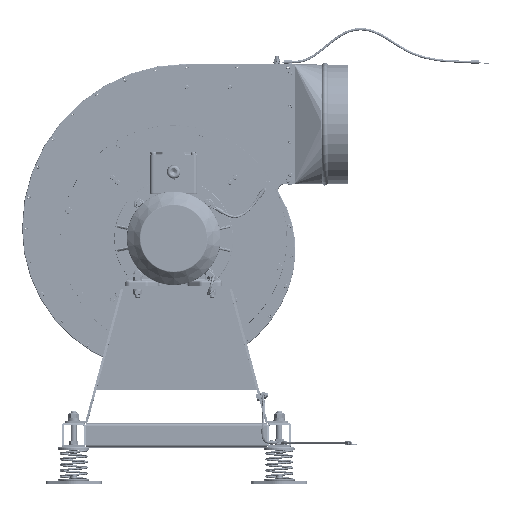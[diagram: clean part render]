
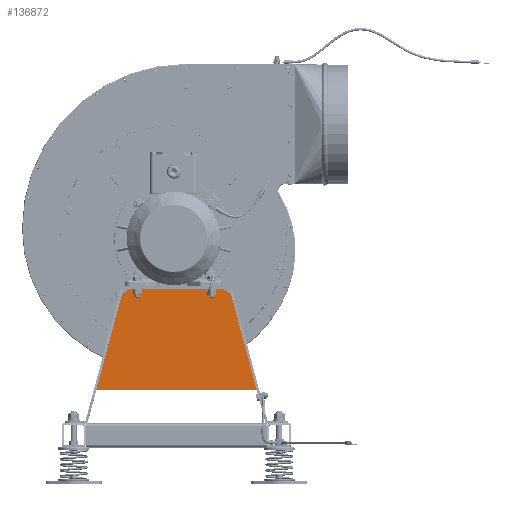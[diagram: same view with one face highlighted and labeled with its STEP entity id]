
A CAD part, top view. The second image highlights one B-rep face of the part: STEP entity #136872.
In plain terms, the highlighted planar face has unit normal (0, 0, 1).
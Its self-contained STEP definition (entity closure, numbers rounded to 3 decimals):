
#4715=PLANE('',#147766);
#13707=FACE_OUTER_BOUND('',#21830,.T.);
#21830=EDGE_LOOP('',(#99378,#99379,#99380,#99381,#99382,#99383,#99384,#99385,
#99386,#99387,#99388,#99389));
#31121=LINE('',#210863,#41309);
#31125=LINE('',#210872,#41313);
#31131=LINE('',#210884,#41319);
#31133=LINE('',#210890,#41321);
#31138=LINE('',#210901,#41326);
#31140=LINE('',#210905,#41328);
#31141=LINE('',#210907,#41329);
#31142=LINE('',#210908,#41330);
#31143=LINE('',#210909,#41331);
#31144=LINE('',#210910,#41332);
#31145=LINE('',#210911,#41333);
#31146=LINE('',#210912,#41334);
#41309=VECTOR('',#169721,10.);
#41313=VECTOR('',#169727,10.);
#41319=VECTOR('',#169735,10.);
#41321=VECTOR('',#169739,10.);
#41326=VECTOR('',#169746,10.);
#41328=VECTOR('',#169750,10.);
#41329=VECTOR('',#169751,10.);
#41330=VECTOR('',#169752,10.);
#41331=VECTOR('',#169753,10.);
#41332=VECTOR('',#169754,10.);
#41333=VECTOR('',#169755,10.);
#41334=VECTOR('',#169756,10.);
#58374=VERTEX_POINT('',#210860);
#58375=VERTEX_POINT('',#210862);
#58378=VERTEX_POINT('',#210869);
#58379=VERTEX_POINT('',#210871);
#58382=VERTEX_POINT('',#210878);
#58384=VERTEX_POINT('',#210882);
#58385=VERTEX_POINT('',#210886);
#58387=VERTEX_POINT('',#210889);
#58391=VERTEX_POINT('',#210898);
#58392=VERTEX_POINT('',#210900);
#58393=VERTEX_POINT('',#210904);
#58394=VERTEX_POINT('',#210906);
#73492=EDGE_CURVE('',#58375,#58374,#31121,.T.);
#73496=EDGE_CURVE('',#58379,#58378,#31125,.T.);
#73502=EDGE_CURVE('',#58382,#58384,#31131,.T.);
#73504=EDGE_CURVE('',#58387,#58385,#31133,.T.);
#73509=EDGE_CURVE('',#58391,#58392,#31138,.T.);
#73511=EDGE_CURVE('',#58391,#58393,#31140,.T.);
#73512=EDGE_CURVE('',#58394,#58393,#31141,.T.);
#73513=EDGE_CURVE('',#58387,#58394,#31142,.T.);
#73514=EDGE_CURVE('',#58382,#58385,#31143,.T.);
#73515=EDGE_CURVE('',#58384,#58375,#31144,.T.);
#73516=EDGE_CURVE('',#58379,#58374,#31145,.T.);
#73517=EDGE_CURVE('',#58392,#58378,#31146,.T.);
#99378=ORIENTED_EDGE('',*,*,#73509,.F.);
#99379=ORIENTED_EDGE('',*,*,#73511,.T.);
#99380=ORIENTED_EDGE('',*,*,#73512,.F.);
#99381=ORIENTED_EDGE('',*,*,#73513,.F.);
#99382=ORIENTED_EDGE('',*,*,#73504,.T.);
#99383=ORIENTED_EDGE('',*,*,#73514,.F.);
#99384=ORIENTED_EDGE('',*,*,#73502,.T.);
#99385=ORIENTED_EDGE('',*,*,#73515,.T.);
#99386=ORIENTED_EDGE('',*,*,#73492,.T.);
#99387=ORIENTED_EDGE('',*,*,#73516,.F.);
#99388=ORIENTED_EDGE('',*,*,#73496,.T.);
#99389=ORIENTED_EDGE('',*,*,#73517,.F.);
#136872=ADVANCED_FACE('',(#13707),#4715,.F.);
#147766=AXIS2_PLACEMENT_3D('',#210903,#169748,#169749);
#169721=DIRECTION('',(-0.259,0.966,0.));
#169727=DIRECTION('',(-0.259,0.966,0.));
#169735=DIRECTION('',(-0.259,-0.966,0.));
#169739=DIRECTION('',(-0.259,-0.966,0.));
#169746=DIRECTION('',(0.793,-0.609,0.));
#169748=DIRECTION('center_axis',(0.,0.,
-1.));
#169749=DIRECTION('ref_axis',(-1.,0.,0.));
#169750=DIRECTION('',(-1.,0.,0.));
#169751=DIRECTION('',(0.793,0.609,0.));
#169752=DIRECTION('',(0.259,0.966,0.));
#169753=DIRECTION('',(0.259,0.966,0.));
#169754=DIRECTION('',(1.,0.,0.));
#169755=DIRECTION('',(0.259,-0.966,0.));
#169756=DIRECTION('',(0.259,-0.966,0.));
#210860=CARTESIAN_POINT('',(136.783,-245.069,107.5));
#210862=CARTESIAN_POINT('',(139.301,-254.468,107.5));
#210863=CARTESIAN_POINT('',(139.301,-254.468,107.5));
#210869=CARTESIAN_POINT('',(96.407,-94.385,107.5));
#210871=CARTESIAN_POINT('',(100.29,-108.874,107.5));
#210872=CARTESIAN_POINT('',(139.301,-254.468,107.5));
#210878=CARTESIAN_POINT('',(-127.283,-245.069,107.5));
#210882=CARTESIAN_POINT('',(-129.801,-254.468,107.5));
#210884=CARTESIAN_POINT('',(-84.25,-84.468,107.5));
#210886=CARTESIAN_POINT('',(-90.79,-108.874,107.5));
#210889=CARTESIAN_POINT('',(-86.907,-94.385,107.5));
#210890=CARTESIAN_POINT('',(-84.25,-84.468,107.5));
#210898=CARTESIAN_POINT('',(83.75,-84.468,107.5));
#210900=CARTESIAN_POINT('',(96.338,-94.127,107.5));
#210901=CARTESIAN_POINT('',(84.901,-85.351,107.5));
#210903=CARTESIAN_POINT('Origin',(4.75,-179.159,107.5));
#210904=CARTESIAN_POINT('',(-74.25,-84.468,107.5));
#210905=CARTESIAN_POINT('',(93.75,-84.468,107.5));
#210906=CARTESIAN_POINT('',(-86.838,-94.127,107.5));
#210907=CARTESIAN_POINT('',(-75.401,-85.351,107.5));
#210908=CARTESIAN_POINT('',(-104.522,-160.123,107.5));
#210909=CARTESIAN_POINT('',(-104.522,-160.123,107.5));
#210910=CARTESIAN_POINT('',(-129.801,-254.468,107.5));
#210911=CARTESIAN_POINT('',(114.022,-160.123,107.5));
#210912=CARTESIAN_POINT('',(114.022,-160.123,107.5));
